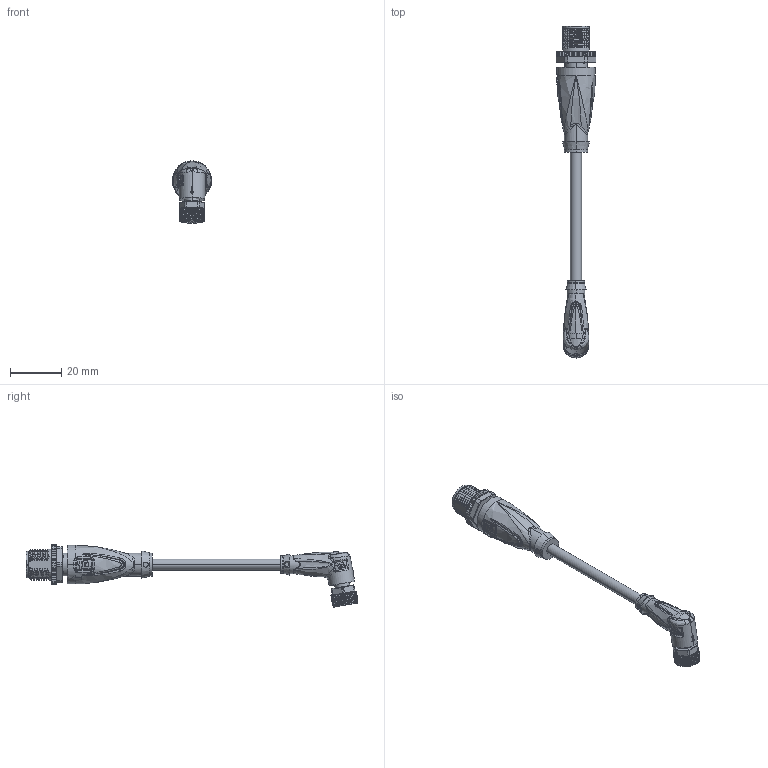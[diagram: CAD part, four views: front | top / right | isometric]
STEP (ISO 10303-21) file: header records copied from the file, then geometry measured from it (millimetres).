
FILE_DESCRIPTION(('STEP AP214'),'1');
FILE_NAME('cctmp_06E7F31A-4599-4A91-9B1D-FEE15F93C957_2022_04_27_10_45_41_0597..stp','2022-04-27T08:45:53',('KiM GmbH'),('CADClick - www.CADClick.com'),'Spatial InterOp 3D postprocessed',' ','unknown authorization');
FILE_SCHEMA(('AUTOMOTIVE_DESIGN'));
Length unit declared in the file: millimetre
Products named in the file (9): Connection2; Connection2_2; Connection2_1; T196350_1; Cable; Connection1; Connection1_2; Connection1_1; T196350
Assembly tree (8 placements, depth 4):
  T196350
    T196350_1
      Connection2
        Connection2_2
        Connection2_1
      Cable
      Connection1
        Connection1_2
        Connection1_1
Bounding box: 15.4 x 129.18 x 24.25 mm (x, y, z)
Volume: 8626 mm3; surface area: 7046.9 mm2
Topology: 8 solids, 10 shells, 2062 faces, 5423 edges, 3416 vertices
Faces by surface type: plane 933, cylinder 374, torus 297, bspline 290, cone 144, extrusion 16, sphere 8
Entity records: 134548 total; most frequent: CARTESIAN_POINT 75270, ORIENTED_EDGE 10792, DIRECTION 9297, EDGE_CURVE 5400, VERTEX_POINT 3416, AXIS2_PLACEMENT_3D 3293, STYLED_ITEM 3147, PRESENTATION_STYLE_ASSIGNMENT 3147
